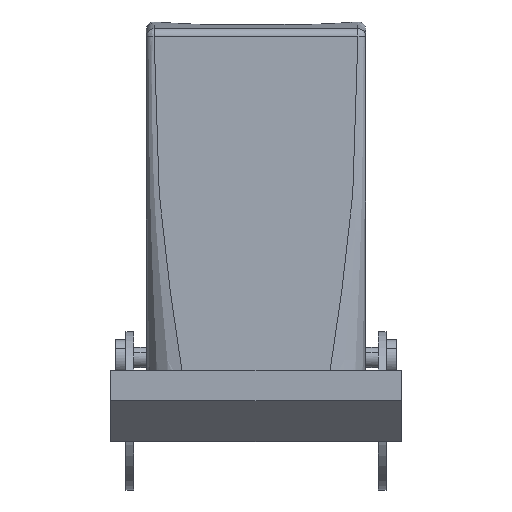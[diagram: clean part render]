
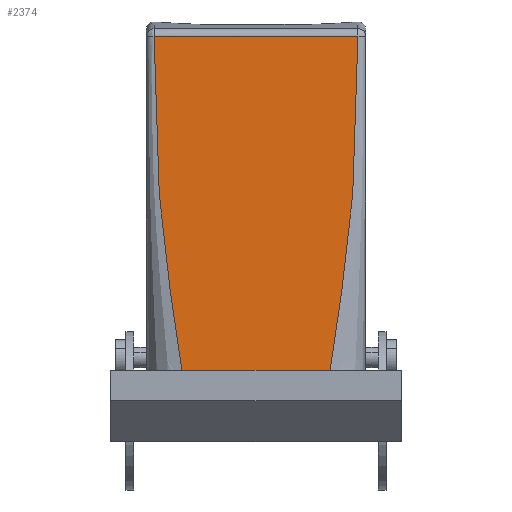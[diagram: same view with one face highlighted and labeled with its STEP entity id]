
A CAD part, front view. The second image highlights one B-rep face of the part: STEP entity #2374.
In plain terms, the highlighted planar face has unit normal (0, -1, 0.013).
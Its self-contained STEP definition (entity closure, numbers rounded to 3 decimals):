
#2361=AXIS2_PLACEMENT_3D('Plane Axis2P3D',#2358,#2359,#2360) ;
#455=CARTESIAN_POINT('Vertex',(14.5,18.,19.8)) ;
#524=CARTESIAN_POINT('Vertex',(42.5,18.,19.8)) ;
#527=CARTESIAN_POINT('Line Origine',(28.5,18.,19.8)) ;
#1518=CARTESIAN_POINT('Vertex',(8.515,18.906,88.995)) ;
#1547=CARTESIAN_POINT('Control Point',(8.515,18.906,88.995)) ;
#1548=CARTESIAN_POINT('Control Point',(8.542,18.876,86.745)) ;
#1549=CARTESIAN_POINT('Control Point',(8.574,18.847,84.496)) ;
#1550=CARTESIAN_POINT('Control Point',(8.615,18.817,82.247)) ;
#1551=CARTESIAN_POINT('Control Point',(8.707,18.758,77.742)) ;
#1552=CARTESIAN_POINT('Control Point',(8.824,18.7,73.237)) ;
#1553=CARTESIAN_POINT('Control Point',(8.891,18.669,70.876)) ;
#1554=CARTESIAN_POINT('Control Point',(9.067,18.598,65.508)) ;
#1555=CARTESIAN_POINT('Control Point',(9.352,18.528,60.142)) ;
#1556=CARTESIAN_POINT('Control Point',(9.574,18.487,57.033)) ;
#1557=CARTESIAN_POINT('Control Point',(10.133,18.406,50.819)) ;
#1558=CARTESIAN_POINT('Control Point',(10.888,18.325,44.618)) ;
#1559=CARTESIAN_POINT('Control Point',(11.306,18.284,41.521)) ;
#1560=CARTESIAN_POINT('Control Point',(12.033,18.218,36.453)) ;
#1561=CARTESIAN_POINT('Control Point',(12.791,18.152,31.388)) ;
#1562=CARTESIAN_POINT('Control Point',(13.088,18.126,29.413)) ;
#1563=CARTESIAN_POINT('Control Point',(13.553,18.085,26.296)) ;
#1564=CARTESIAN_POINT('Control Point',(14.012,18.044,23.179)) ;
#1565=CARTESIAN_POINT('Control Point',(14.176,18.029,22.051)) ;
#1566=CARTESIAN_POINT('Control Point',(14.338,18.015,20.927)) ;
#1567=CARTESIAN_POINT('Control Point',(14.5,18.,19.8)) ;
#2313=CARTESIAN_POINT('Control Point',(48.485,18.906,88.995)) ;
#2314=CARTESIAN_POINT('Control Point',(48.458,18.876,86.745)) ;
#2315=CARTESIAN_POINT('Control Point',(48.426,18.847,84.496)) ;
#2316=CARTESIAN_POINT('Control Point',(48.385,18.817,82.247)) ;
#2317=CARTESIAN_POINT('Control Point',(48.293,18.758,77.742)) ;
#2318=CARTESIAN_POINT('Control Point',(48.176,18.7,73.237)) ;
#2319=CARTESIAN_POINT('Control Point',(48.109,18.669,70.876)) ;
#2320=CARTESIAN_POINT('Control Point',(47.933,18.598,65.508)) ;
#2321=CARTESIAN_POINT('Control Point',(47.648,18.528,60.142)) ;
#2322=CARTESIAN_POINT('Control Point',(47.426,18.487,57.033)) ;
#2323=CARTESIAN_POINT('Control Point',(46.867,18.406,50.819)) ;
#2324=CARTESIAN_POINT('Control Point',(46.112,18.325,44.618)) ;
#2325=CARTESIAN_POINT('Control Point',(45.694,18.284,41.521)) ;
#2326=CARTESIAN_POINT('Control Point',(44.967,18.218,36.453)) ;
#2327=CARTESIAN_POINT('Control Point',(44.209,18.152,31.388)) ;
#2328=CARTESIAN_POINT('Control Point',(43.912,18.126,29.413)) ;
#2329=CARTESIAN_POINT('Control Point',(43.447,18.085,26.296)) ;
#2330=CARTESIAN_POINT('Control Point',(42.988,18.044,23.179)) ;
#2331=CARTESIAN_POINT('Control Point',(42.824,18.029,22.051)) ;
#2332=CARTESIAN_POINT('Control Point',(42.662,18.015,20.927)) ;
#2333=CARTESIAN_POINT('Control Point',(42.5,18.,19.8)) ;
#2334=CARTESIAN_POINT('Vertex',(48.485,18.906,88.995)) ;
#2358=CARTESIAN_POINT('Axis2P3D Location',(28.5,19.046,99.715)) ;
#2363=CARTESIAN_POINT('Line Origine',(28.5,18.906,88.995)) ;
#528=DIRECTION('Vector Direction',(-1.,0.,0.)) ;
#2359=DIRECTION('Axis2P3D Direction',(0.,-1.,0.013)) ;
#2360=DIRECTION('Axis2P3D XDirection',(-1.,0.,0.)) ;
#2364=DIRECTION('Vector Direction',(1.,0.,0.)) ;
#529=VECTOR('Line Direction',#528,1.) ;
#2365=VECTOR('Line Direction',#2364,1.) ;
#2369=ORIENTED_EDGE('',*,*,#1568,.F.) ;
#2370=ORIENTED_EDGE('',*,*,#531,.T.) ;
#2371=ORIENTED_EDGE('',*,*,#2336,.T.) ;
#2372=ORIENTED_EDGE('',*,*,#2367,.F.) ;
#2374=ADVANCED_FACE('Housing',(#2373),#2362,.T.) ;
#1546=B_SPLINE_CURVE_WITH_KNOTS('',5,(#1547,#1548,#1549,#1550,#1551,#1552,#1553,#1554,#1555,#1556,#1557,#1558,#1559,#1560,#1561,#1562,#1563,#1564,#1565,#1566,#1567),.UNSPECIFIED.,.F.,.U.,(6,3,3,3,3,3,6),(31.573,42.827,54.115,69.691,85.268,95.221,100.975),.UNSPECIFIED.) ;
#2312=B_SPLINE_CURVE_WITH_KNOTS('',5,(#2313,#2314,#2315,#2316,#2317,#2318,#2319,#2320,#2321,#2322,#2323,#2324,#2325,#2326,#2327,#2328,#2329,#2330,#2331,#2332,#2333),.UNSPECIFIED.,.F.,.U.,(6,3,3,3,3,3,6),(31.573,42.827,54.115,69.691,85.268,95.221,100.975),.UNSPECIFIED.) ;
#531=EDGE_CURVE('',#456,#525,#530,.F.) ;
#1568=EDGE_CURVE('',#456,#1519,#1546,.F.) ;
#2336=EDGE_CURVE('',#525,#2335,#2312,.F.) ;
#2367=EDGE_CURVE('',#1519,#2335,#2366,.T.) ;
#2368=EDGE_LOOP('',(#2369,#2370,#2371,#2372)) ;
#2373=FACE_OUTER_BOUND('',#2368,.T.) ;
#530=LINE('Line',#527,#529) ;
#2366=LINE('Line',#2363,#2365) ;
#2362=PLANE('',#2361) ;
#456=VERTEX_POINT('',#455) ;
#525=VERTEX_POINT('',#524) ;
#1519=VERTEX_POINT('',#1518) ;
#2335=VERTEX_POINT('',#2334) ;
